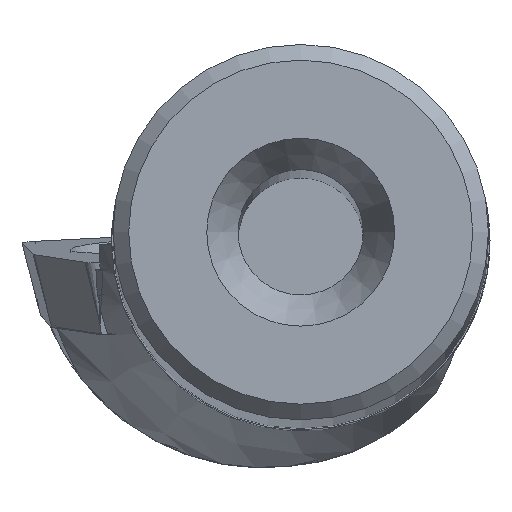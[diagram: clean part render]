
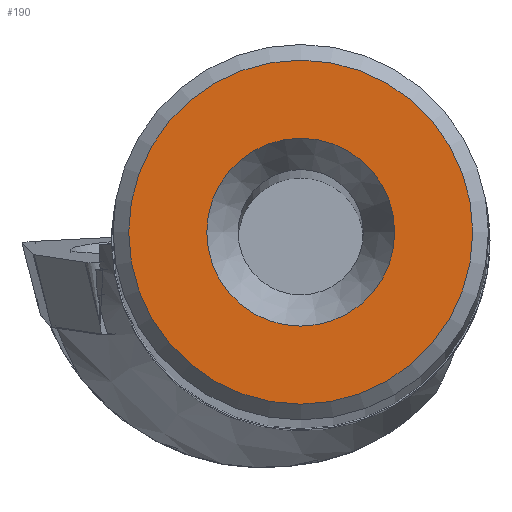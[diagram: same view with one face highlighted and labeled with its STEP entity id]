
A CAD part, top view. The second image highlights one B-rep face of the part: STEP entity #190.
In plain terms, the highlighted planar face has unit normal (0, 0, 1).
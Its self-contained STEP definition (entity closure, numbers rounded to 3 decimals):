
#190=ADVANCED_FACE('',(#247,#248),#219,.T.);
#219=PLANE('',#976);
#247=FACE_BOUND('',#297,.T.);
#248=FACE_BOUND('',#298,.T.);
#297=EDGE_LOOP('',(#491));
#298=EDGE_LOOP('',(#492));
#335=CIRCLE('',#971,5.493);
#337=CIRCLE('',#975,3.);
#491=ORIENTED_EDGE('',*,*,#712,.F.);
#492=ORIENTED_EDGE('',*,*,#710,.T.);
#613=VERTEX_POINT('',#1590);
#615=VERTEX_POINT('',#1596);
#710=EDGE_CURVE('',#613,#613,#335,.T.);
#712=EDGE_CURVE('',#615,#615,#337,.T.);
#971=AXIS2_PLACEMENT_3D('',#1589,#1174,#1175);
#975=AXIS2_PLACEMENT_3D('',#1595,#1182,#1183);
#976=AXIS2_PLACEMENT_3D('',#1597,#1184,#1185);
#1174=DIRECTION('',(0.,0.,1.));
#1175=DIRECTION('',(1.,0.,0.));
#1182=DIRECTION('',(0.,0.,1.));
#1183=DIRECTION('',(1.,0.,0.));
#1184=DIRECTION('',(0.,0.,1.));
#1185=DIRECTION('',(1.,0.,0.));
#1589=CARTESIAN_POINT('',(0.,0.,0.));
#1590=CARTESIAN_POINT('',(5.493,0.,0.));
#1595=CARTESIAN_POINT('',(0.,0.,0.));
#1596=CARTESIAN_POINT('',(3.,0.,0.));
#1597=CARTESIAN_POINT('',(0.,0.,0.));
